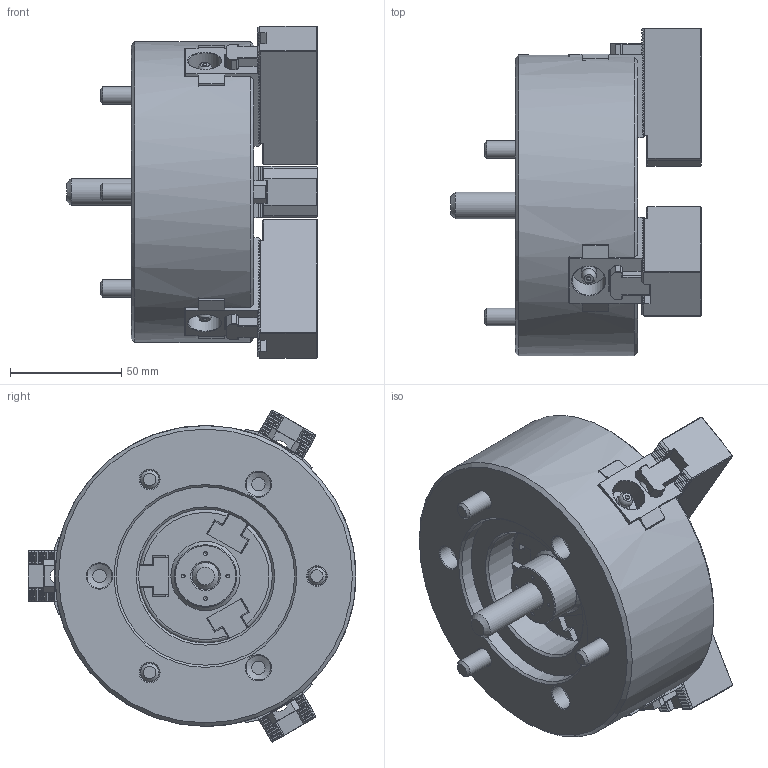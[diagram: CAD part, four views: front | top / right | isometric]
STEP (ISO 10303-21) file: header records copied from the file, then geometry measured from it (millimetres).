
FILE_DESCRIPTION(/* description */ ('Unknown'),/* implementation_level */ '2;1');
FILE_NAME(/* name */ 'N05-Solid',/* time_stamp */ '2019-08-14T15:44:56+01:00',/* author */ ('Unknown'),/* organization */ ('Unknown'),/* preprocessor_version */ 'ST-DEVELOPER v16.7',/* originating_system */ 'DEX',/* authorisation */ $);
FILE_SCHEMA (('AUTOMOTIVE_DESIGN {1 0 10303 214 3 1 1}'));
Products named in the file (1): N-05_ASY
Bounding box: 112.5 x 147.05 x 148.89 mm (x, y, z)
Volume: 780988.8 mm3; surface area: 178793.7 mm2
Topology: 20 solids, 20 shells, 2233 faces, 6319 edges, 4132 vertices
Faces by surface type: plane 1864, cylinder 167, cone 119, bspline 49, torus 28, sphere 6
Full cylindrical faces by diameter (mm): 1.5 x6, 1.9 x3, 2 x12, 3 x6, 3.2 x1, 3.459 x3, 4 x3, 4.3 x3, 5 x3, 6 x9, 8 x10, 8.3 x3, 8.5 x9, 11 x3, 12 x3, 13 x6, 13.5 x6, 14 x3, 15 x3, 17.5 x1, 18 x1, 28 x1, 60 x1, 80 x1, 135 x1
Entity records: 71730 total; most frequent: CARTESIAN_POINT 13681, ORIENTED_EDGE 12088, DIRECTION 10944, EDGE_CURVE 6044, LINE 5214, VECTOR 5214, VERTEX_POINT 4073, AXIS2_PLACEMENT_3D 2865
